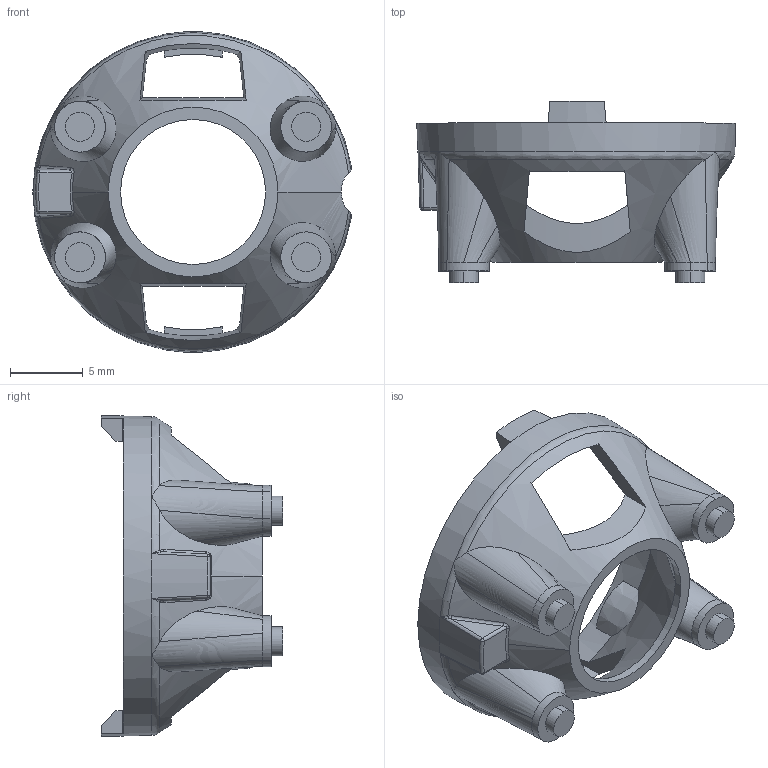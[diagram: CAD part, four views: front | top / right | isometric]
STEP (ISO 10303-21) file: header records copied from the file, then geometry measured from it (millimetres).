
FILE_DESCRIPTION((''),'2;1');
FILE_NAME('60575','2013-04-19T',('beanm'),('Pet Mate Ltd'),'PRO/ENGINEER BY PARAMETRIC TECHNOLOGY CORPORATION, 2012130','PRO/ENGINEER BY PARAMETRIC TECHNOLOGY CORPORATION, 2012130','');
FILE_SCHEMA(('CONFIG_CONTROL_DESIGN'));
Length unit declared in the file: millimetre
Products named in the file (1): 60575
Bounding box: 21.95 x 12.5 x 22.06 mm (x, y, z)
Volume: 810.1 mm3; surface area: 1414.8 mm2
Topology: 1 solids, 1 shells, 121 faces, 315 edges, 197 vertices
Faces by surface type: plane 37, bspline 30, cylinder 23, cone 19, torus 8, extrusion 2, sphere 2
Entity records: 7290 total; most frequent: CARTESIAN_POINT 4520, ORIENTED_EDGE 630, DIRECTION 494, EDGE_CURVE 315, AXIS2_PLACEMENT_3D 211, VERTEX_POINT 197, EDGE_LOOP 128, B_SPLINE_CURVE_WITH_KNOTS 125
